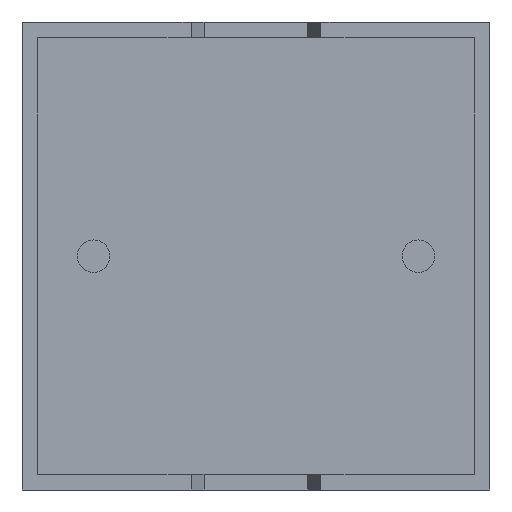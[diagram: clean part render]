
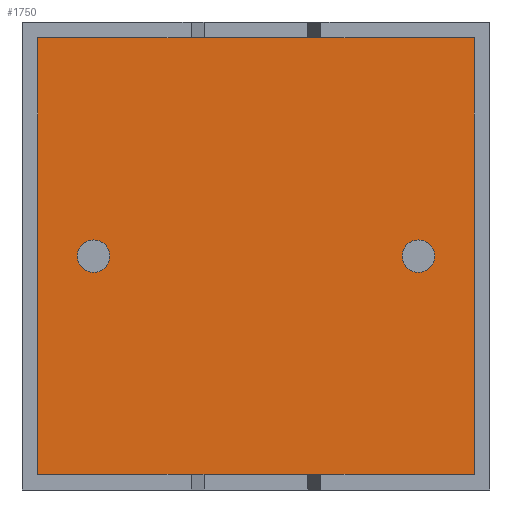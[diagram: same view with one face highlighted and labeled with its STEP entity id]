
A CAD part, front view. The second image highlights one B-rep face of the part: STEP entity #1750.
In plain terms, the highlighted planar face has unit normal (0, -1, 0).
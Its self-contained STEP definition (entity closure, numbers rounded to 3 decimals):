
#62 = CARTESIAN_POINT ( 'NONE',  ( 6.96, 0.75, 6.96 ) ) ;
#70 = CARTESIAN_POINT ( 'NONE',  ( 6.96, 0.75, 6.96 ) ) ;
#76 = AXIS2_PLACEMENT_3D ( 'NONE', #724, #950, #1655 ) ;
#103 = CARTESIAN_POINT ( 'NONE',  ( 1.1, 0.75, 3.35 ) ) ;
#191 = CARTESIAN_POINT ( 'NONE',  ( 0.24, 0.75, 6.96 ) ) ;
#219 = LINE ( 'NONE', #62, #2404 ) ;
#251 = EDGE_CURVE ( 'NONE', #2669, #1321, #2305, .T. ) ;
#266 = VERTEX_POINT ( 'NONE', #2863 ) ;
#364 = EDGE_CURVE ( 'NONE', #387, #739, #219, .T. ) ;
#387 = VERTEX_POINT ( 'NONE', #70 ) ;
#390 = AXIS2_PLACEMENT_3D ( 'NONE', #1319, #1853, #1545 ) ;
#404 = CARTESIAN_POINT ( 'NONE',  ( 6.1, 0.75, 3.85 ) ) ;
#559 = DIRECTION ( 'NONE',  ( 1., 0., 0. ) ) ;
#591 = CARTESIAN_POINT ( 'NONE',  ( 0.24, 0.75, 6.96 ) ) ;
#621 = DIRECTION ( 'NONE',  ( 0., 0., -1. ) ) ;
#681 = CARTESIAN_POINT ( 'NONE',  ( 1.1, 0.75, 3.85 ) ) ;
#719 = LINE ( 'NONE', #191, #2481 ) ;
#724 = CARTESIAN_POINT ( 'NONE',  ( 6.1, 0.75, 3.6 ) ) ;
#730 = EDGE_LOOP ( 'NONE', ( #909, #2483, #2988, #2636 ) ) ;
#739 = VERTEX_POINT ( 'NONE', #591 ) ;
#765 = EDGE_LOOP ( 'NONE', ( #1223, #2618 ) ) ;
#786 = VERTEX_POINT ( 'NONE', #103 ) ;
#820 = AXIS2_PLACEMENT_3D ( 'NONE', #1294, #2324, #2077 ) ;
#851 = LINE ( 'NONE', #1949, #2192 ) ;
#909 = ORIENTED_EDGE ( 'NONE', *, *, #1660, .T. ) ;
#914 = ORIENTED_EDGE ( 'NONE', *, *, #251, .F. ) ;
#950 = DIRECTION ( 'NONE',  ( 0., -1., 0. ) ) ;
#968 = AXIS2_PLACEMENT_3D ( 'NONE', #1035, #2679, #2951 ) ;
#1035 = CARTESIAN_POINT ( 'NONE',  ( 0., 0.75, 0. ) ) ;
#1141 = EDGE_LOOP ( 'NONE', ( #2110, #914 ) ) ;
#1223 = ORIENTED_EDGE ( 'NONE', *, *, #1644, .F. ) ;
#1244 = DIRECTION ( 'NONE',  ( 0., 0., 1. ) ) ;
#1275 = VECTOR ( 'NONE', #1244, 1000. ) ;
#1284 = CIRCLE ( 'NONE', #1942, 0.25 ) ;
#1294 = CARTESIAN_POINT ( 'NONE',  ( 1.1, 0.75, 3.6 ) ) ;
#1319 = CARTESIAN_POINT ( 'NONE',  ( 1.1, 0.75, 3.6 ) ) ;
#1321 = VERTEX_POINT ( 'NONE', #404 ) ;
#1457 = VERTEX_POINT ( 'NONE', #681 ) ;
#1460 = CARTESIAN_POINT ( 'NONE',  ( 6.96, 0.75, 0.24 ) ) ;
#1464 = FACE_OUTER_BOUND ( 'NONE', #730, .T. ) ;
#1492 = CARTESIAN_POINT ( 'NONE',  ( 6.1, 0.75, 3.35 ) ) ;
#1539 = CARTESIAN_POINT ( 'NONE',  ( 6.1, 0.75, 3.6 ) ) ;
#1545 = DIRECTION ( 'NONE',  ( 0., 0., -1. ) ) ;
#1644 = EDGE_CURVE ( 'NONE', #1457, #786, #2526, .T. ) ;
#1655 = DIRECTION ( 'NONE',  ( 0., 0., -1. ) ) ;
#1660 = EDGE_CURVE ( 'NONE', #739, #2540, #719, .T. ) ;
#1750 = ADVANCED_FACE ( 'NONE', ( #2875, #1464, #2249 ), #2476, .T. ) ;
#1755 = EDGE_CURVE ( 'NONE', #1321, #2669, #1284, .T. ) ;
#1820 = EDGE_CURVE ( 'NONE', #786, #1457, #2129, .T. ) ;
#1853 = DIRECTION ( 'NONE',  ( 0., -1., 0. ) ) ;
#1895 = LINE ( 'NONE', #1460, #1275 ) ;
#1927 = DIRECTION ( 'NONE',  ( -1., 0., 0. ) ) ;
#1942 = AXIS2_PLACEMENT_3D ( 'NONE', #1539, #2713, #621 ) ;
#1949 = CARTESIAN_POINT ( 'NONE',  ( 0.24, 0.75, 0.24 ) ) ;
#2042 = EDGE_CURVE ( 'NONE', #266, #387, #1895, .T. ) ;
#2046 = EDGE_CURVE ( 'NONE', #2540, #266, #851, .T. ) ;
#2056 = CARTESIAN_POINT ( 'NONE',  ( 0.24, 0.75, 0.24 ) ) ;
#2077 = DIRECTION ( 'NONE',  ( 0., 0., -1. ) ) ;
#2110 = ORIENTED_EDGE ( 'NONE', *, *, #1755, .F. ) ;
#2129 = CIRCLE ( 'NONE', #390, 0.25 ) ;
#2192 = VECTOR ( 'NONE', #559, 1000. ) ;
#2249 = FACE_BOUND ( 'NONE', #765, .T. ) ;
#2305 = CIRCLE ( 'NONE', #76, 0.25 ) ;
#2324 = DIRECTION ( 'NONE',  ( 0., -1., 0. ) ) ;
#2404 = VECTOR ( 'NONE', #1927, 1000. ) ;
#2476 = PLANE ( 'NONE',  #968 ) ;
#2481 = VECTOR ( 'NONE', #2761, 1000. ) ;
#2483 = ORIENTED_EDGE ( 'NONE', *, *, #2046, .T. ) ;
#2526 = CIRCLE ( 'NONE', #820, 0.25 ) ;
#2540 = VERTEX_POINT ( 'NONE', #2056 ) ;
#2618 = ORIENTED_EDGE ( 'NONE', *, *, #1820, .F. ) ;
#2636 = ORIENTED_EDGE ( 'NONE', *, *, #364, .T. ) ;
#2669 = VERTEX_POINT ( 'NONE', #1492 ) ;
#2679 = DIRECTION ( 'NONE',  ( 0., -1., 0. ) ) ;
#2713 = DIRECTION ( 'NONE',  ( 0., -1., 0. ) ) ;
#2761 = DIRECTION ( 'NONE',  ( 0., 0., -1. ) ) ;
#2863 = CARTESIAN_POINT ( 'NONE',  ( 6.96, 0.75, 0.24 ) ) ;
#2875 = FACE_BOUND ( 'NONE', #1141, .T. ) ;
#2951 = DIRECTION ( 'NONE',  ( 0., 0., -1. ) ) ;
#2988 = ORIENTED_EDGE ( 'NONE', *, *, #2042, .T. ) ;
